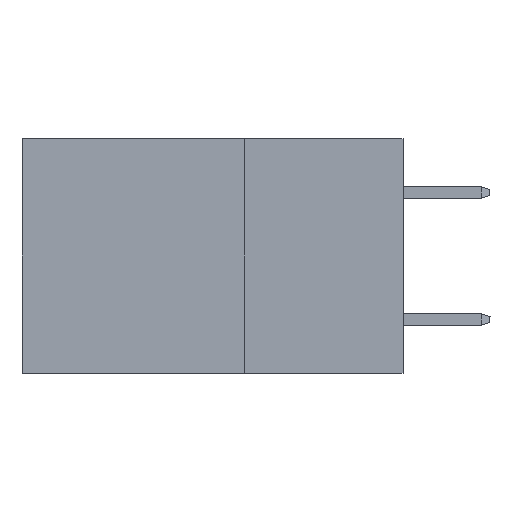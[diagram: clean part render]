
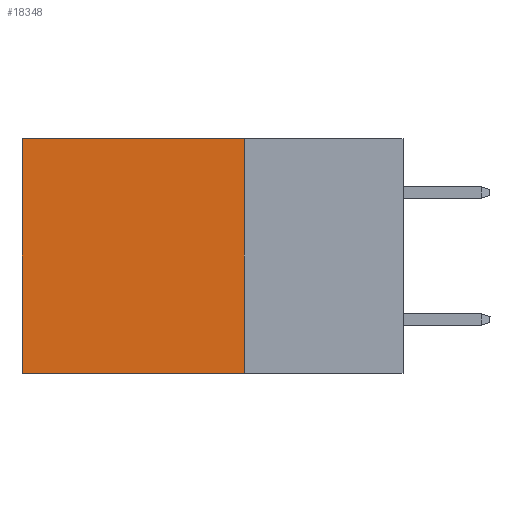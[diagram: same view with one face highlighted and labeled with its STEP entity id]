
A CAD part, left-side view. The second image highlights one B-rep face of the part: STEP entity #18348.
In plain terms, the highlighted planar face has unit normal (-1, 0, 0).
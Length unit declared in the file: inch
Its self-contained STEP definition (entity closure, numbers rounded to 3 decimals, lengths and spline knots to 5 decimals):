
#341 = CARTESIAN_POINT ( 'NONE',  ( 0.2875, 0.25, 0. ) ) ;
#1485 = VECTOR ( 'NONE', #21776, 39.37008 ) ;
#2974 = LINE ( 'NONE', #4789, #7780 ) ;
#3192 = VERTEX_POINT ( 'NONE', #21955 ) ;
#3296 = CARTESIAN_POINT ( 'NONE',  ( 0.2875, 0.25, 0. ) ) ;
#3470 = VERTEX_POINT ( 'NONE', #15760 ) ;
#3476 = EDGE_CURVE ( 'NONE', #11356, #3192, #2974, .T. ) ;
#4789 = CARTESIAN_POINT ( 'NONE',  ( 0.2875, 0.6, 0. ) ) ;
#5878 = DIRECTION ( 'NONE',  ( 0., 0., -1. ) ) ;
#6243 = EDGE_CURVE ( 'NONE', #3470, #11356, #7367, .T. ) ;
#7367 = LINE ( 'NONE', #3296, #1485 ) ;
#7678 = DIRECTION ( 'NONE',  ( 1., 0., 0. ) ) ;
#7780 = VECTOR ( 'NONE', #11757, 39.37008 ) ;
#8111 = VECTOR ( 'NONE', #9268, 39.37008 ) ;
#9268 = DIRECTION ( 'NONE',  ( 0., 0., -1. ) ) ;
#9492 = PLANE ( 'NONE',  #10306 ) ;
#10306 = AXIS2_PLACEMENT_3D ( 'NONE', #341, #7678, #5878 ) ;
#10984 = EDGE_CURVE ( 'NONE', #3470, #12366, #20294, .T. ) ;
#11304 = ORIENTED_EDGE ( 'NONE', *, *, #10984, .F. ) ;
#11356 = VERTEX_POINT ( 'NONE', #11505 ) ;
#11505 = CARTESIAN_POINT ( 'NONE',  ( 0.2875, 0.6, 0. ) ) ;
#11757 = DIRECTION ( 'NONE',  ( 0., 0., -1. ) ) ;
#12366 = VERTEX_POINT ( 'NONE', #18703 ) ;
#14747 = LINE ( 'NONE', #21805, #18223 ) ;
#14922 = ORIENTED_EDGE ( 'NONE', *, *, #3476, .T. ) ;
#15048 = CARTESIAN_POINT ( 'NONE',  ( 0.2875, 0.25, 0. ) ) ;
#15377 = ORIENTED_EDGE ( 'NONE', *, *, #22125, .F. ) ;
#15760 = CARTESIAN_POINT ( 'NONE',  ( 0.2875, 0.25, 0. ) ) ;
#18223 = VECTOR ( 'NONE', #20224, 39.37008 ) ;
#18348 = ADVANCED_FACE ( 'NONE', ( #18681 ), #9492, .F. ) ;
#18681 = FACE_OUTER_BOUND ( 'NONE', #21954, .T. ) ;
#18703 = CARTESIAN_POINT ( 'NONE',  ( 0.2875, 0.25, -0.37 ) ) ;
#20224 = DIRECTION ( 'NONE',  ( 0., 1., 0. ) ) ;
#20294 = LINE ( 'NONE', #15048, #8111 ) ;
#21776 = DIRECTION ( 'NONE',  ( 0., 1., 0. ) ) ;
#21805 = CARTESIAN_POINT ( 'NONE',  ( 0.2875, 0.25, -0.37 ) ) ;
#21954 = EDGE_LOOP ( 'NONE', ( #14922, #15377, #11304, #23101 ) ) ;
#21955 = CARTESIAN_POINT ( 'NONE',  ( 0.2875, 0.6, -0.37 ) ) ;
#22125 = EDGE_CURVE ( 'NONE', #12366, #3192, #14747, .T. ) ;
#23101 = ORIENTED_EDGE ( 'NONE', *, *, #6243, .T. ) ;
